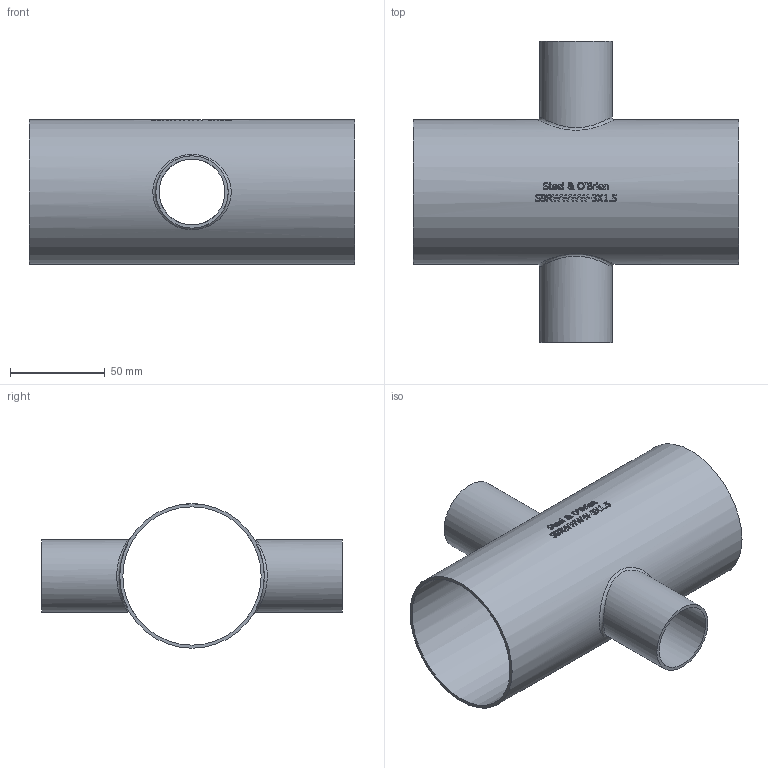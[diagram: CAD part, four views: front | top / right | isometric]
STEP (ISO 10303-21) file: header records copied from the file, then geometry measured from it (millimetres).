
FILE_DESCRIPTION(/* description */ (''),/* implementation_level */ '2;1');
FILE_NAME(/* name */ 'S9RWWWW-3X15.stp',/* time_stamp */ '2018-11-30T11:02:56-05:00',/* author */ ('rick'),/* organization */ (''),/* preprocessor_version */ 'ST-DEVELOPER v15.2',/* originating_system */ 'Autodesk Inventor 2014',/* authorisation */ '');
FILE_SCHEMA (('AUTOMOTIVE_DESIGN { 1 0 10303 214 3 1 1 }'));
Length unit declared in the file: inch
Products named in the file (1): S9RWWWW-3X15
Bounding box: 171.45 x 158.75 x 76.2 mm (x, y, z)
Volume: 79528 mm3; surface area: 97451.5 mm2
Topology: 1 solids, 1 shells, 437 faces, 1193 edges, 796 vertices
Faces by surface type: plane 198, bspline 196, cylinder 43
Full cylindrical faces by diameter (mm): 34.798 x2, 38.1 x2, 72.898 x1, 76.2 x1
Entity records: 17770 total; most frequent: CARTESIAN_POINT 7826, ORIENTED_EDGE 2360, DIRECTION 1492, EDGE_CURVE 1180, VERTEX_POINT 790, LINE 564, VECTOR 564, EDGE_LOOP 488
